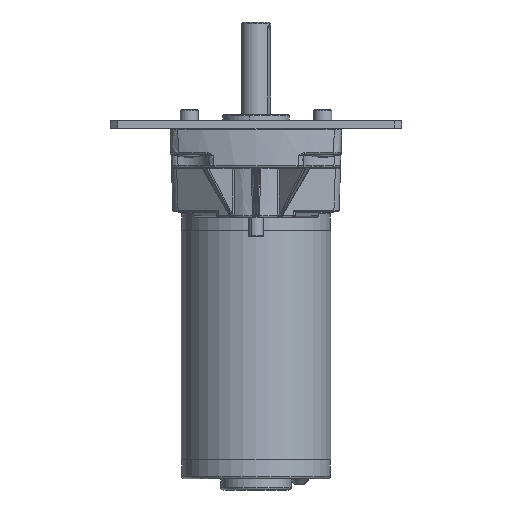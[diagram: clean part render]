
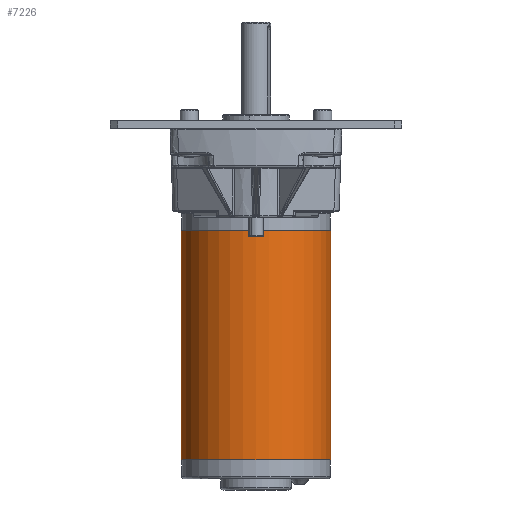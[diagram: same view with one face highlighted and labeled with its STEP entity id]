
A CAD part, front view. The second image highlights one B-rep face of the part: STEP entity #7226.
In plain terms, the highlighted cylindrical face has radius 32.004 mm (diameter 64.008 mm), a partial arc.
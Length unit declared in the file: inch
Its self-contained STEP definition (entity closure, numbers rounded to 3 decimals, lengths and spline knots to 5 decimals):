
#2902 = AXIS2_PLACEMENT_3D ( 'NONE', #64162, #48328, #76763 ) ;
#2961 = ORIENTED_EDGE ( 'NONE', *, *, #84269, .T. ) ;
#3577 = LINE ( 'NONE', #17542, #7431 ) ;
#6549 = DIRECTION ( 'NONE',  ( 0., 0., -1. ) ) ;
#7226 = ADVANCED_FACE ( 'NONE', ( #21216 ), #69284, .T. ) ;
#7431 = VECTOR ( 'NONE', #89327, 39.37008 ) ;
#9473 = VERTEX_POINT ( 'NONE', #59826 ) ;
#11861 = VECTOR ( 'NONE', #43874, 39.37008 ) ;
#15448 = CARTESIAN_POINT ( 'NONE',  ( 2.66, 4.303, 0.426 ) ) ;
#17542 = CARTESIAN_POINT ( 'NONE',  ( 0.14, 4.303, 0.426 ) ) ;
#21216 = FACE_OUTER_BOUND ( 'NONE', #42800, .T. ) ;
#24325 = CARTESIAN_POINT ( 'NONE',  ( 0.14, 4.303, 0.426 ) ) ;
#29442 = EDGE_CURVE ( 'NONE', #49246, #67914, #3577, .T. ) ;
#35184 = CARTESIAN_POINT ( 'NONE',  ( 1.4, 4.303, 0.426 ) ) ;
#36950 = ORIENTED_EDGE ( 'NONE', *, *, #63428, .F. ) ;
#37465 = EDGE_CURVE ( 'NONE', #9473, #49989, #50873, .T. ) ;
#42800 = EDGE_LOOP ( 'NONE', ( #78800, #2961, #58670, #36950 ) ) ;
#43874 = DIRECTION ( 'NONE',  ( 0., 0., -1. ) ) ;
#47869 = DIRECTION ( 'NONE',  ( -1., 0., 0. ) ) ;
#48328 = DIRECTION ( 'NONE',  ( 0., 0., -1. ) ) ;
#49227 = DIRECTION ( 'NONE',  ( 0., 0., -1. ) ) ;
#49246 = VERTEX_POINT ( 'NONE', #24325 ) ;
#49989 = VERTEX_POINT ( 'NONE', #72979 ) ;
#50873 = LINE ( 'NONE', #15448, #11861 ) ;
#56449 = CIRCLE ( 'NONE', #2902, 1.26 ) ;
#58670 = ORIENTED_EDGE ( 'NONE', *, *, #29442, .T. ) ;
#59826 = CARTESIAN_POINT ( 'NONE',  ( 2.66, 4.303, 0.426 ) ) ;
#63428 = EDGE_CURVE ( 'NONE', #49989, #67914, #56449, .T. ) ;
#64162 = CARTESIAN_POINT ( 'NONE',  ( 1.4, 4.303, -3.438 ) ) ;
#67914 = VERTEX_POINT ( 'NONE', #87232 ) ;
#69284 = CYLINDRICAL_SURFACE ( 'NONE', #78574, 1.26 ) ;
#71972 = AXIS2_PLACEMENT_3D ( 'NONE', #84392, #6549, #76527 ) ;
#72979 = CARTESIAN_POINT ( 'NONE',  ( 2.66, 4.303, -3.438 ) ) ;
#76456 = CIRCLE ( 'NONE', #71972, 1.26 ) ;
#76527 = DIRECTION ( 'NONE',  ( -1., 0., 0. ) ) ;
#76763 = DIRECTION ( 'NONE',  ( -1., 0., 0. ) ) ;
#78574 = AXIS2_PLACEMENT_3D ( 'NONE', #35184, #49227, #47869 ) ;
#78800 = ORIENTED_EDGE ( 'NONE', *, *, #37465, .F. ) ;
#84269 = EDGE_CURVE ( 'NONE', #9473, #49246, #76456, .T. ) ;
#84392 = CARTESIAN_POINT ( 'NONE',  ( 1.4, 4.303, 0.426 ) ) ;
#87232 = CARTESIAN_POINT ( 'NONE',  ( 0.14, 4.303, -3.438 ) ) ;
#89327 = DIRECTION ( 'NONE',  ( 0., 0., -1. ) ) ;
